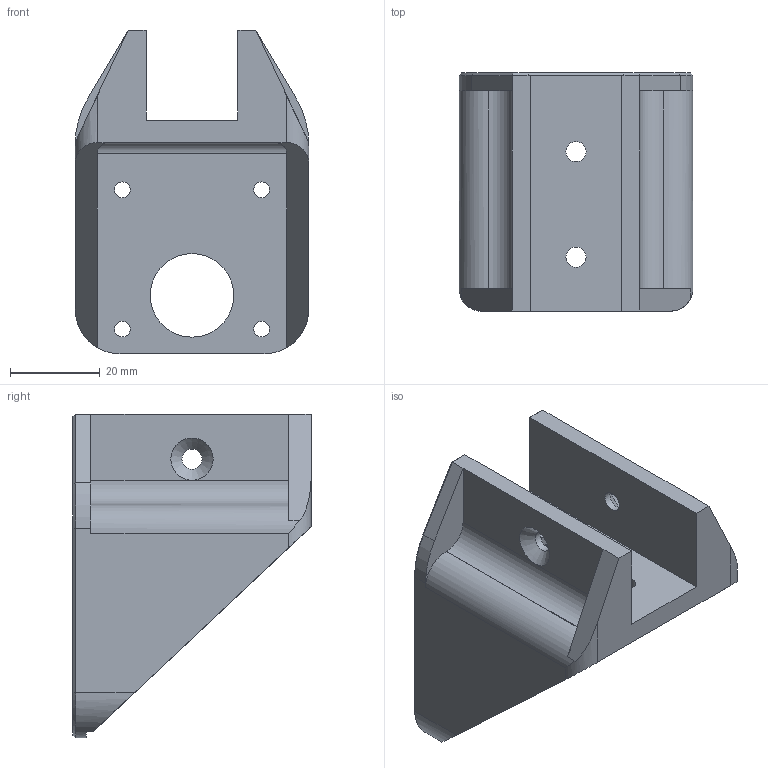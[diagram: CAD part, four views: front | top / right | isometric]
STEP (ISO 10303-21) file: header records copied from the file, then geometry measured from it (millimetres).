
FILE_DESCRIPTION(/* description */ (''),/* implementation_level */ '2;1');
FILE_NAME(/* name */ '20x20 Motor bracket.step',/* time_stamp */ '2020-12-27T20:24:02+01:00',/* author */ (''),/* organization */ (''),/* preprocessor_version */ 'ST-DEVELOPER v18.1',/* originating_system */ 'Autodesk Translation Framework v9.7.1.1290',/* authorisation */ '');
FILE_SCHEMA (('AUTOMOTIVE_DESIGN { 1 0 10303 214 3 1 1 }'));
Length unit declared in the file: millimetre
Products named in the file (1): Motor Braket
Bounding box: 52 x 53 x 72 mm (x, y, z)
Volume: 40911.2 mm3; surface area: 20245.9 mm2
Topology: 1 solids, 1 shells, 77 faces, 190 edges, 115 vertices
Faces by surface type: plane 38, cylinder 22, cone 17
Full cylindrical faces by diameter (mm): 3.5 x4, 4.5 x4, 18.6 x1
Entity records: 2320 total; most frequent: DIRECTION 405, CARTESIAN_POINT 393, ORIENTED_EDGE 380, EDGE_CURVE 190, AXIS2_PLACEMENT_3D 139, LINE 127, VECTOR 127, VERTEX_POINT 115
